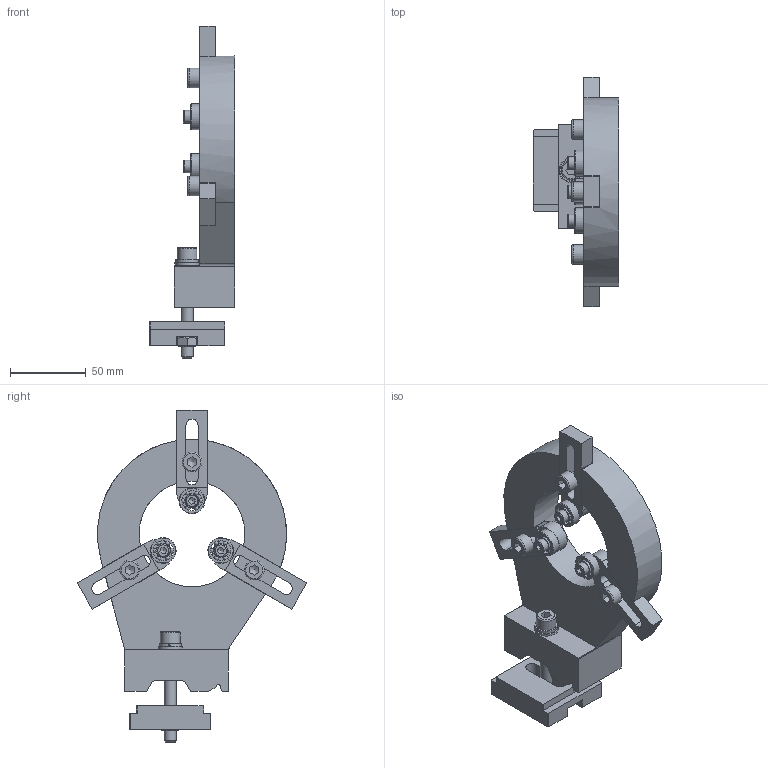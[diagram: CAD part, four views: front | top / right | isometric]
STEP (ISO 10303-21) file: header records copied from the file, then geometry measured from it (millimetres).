
FILE_DESCRIPTION(/* description */ (''),/* implementation_level */ '2;1');
FILE_NAME(/* name */ 'Steady Rest Emco Compact 8.step',/* time_stamp */ '2020-09-03T09:39:25+02:00',/* author */ ('Im a maker'),/* organization */ (''),/* preprocessor_version */ 'ST-DEVELOPER v18.1',/* originating_system */ 'Autodesk Inventor 2021',/* authorisation */ '');
FILE_SCHEMA (('AUTOMOTIVE_DESIGN { 1 0 10303 214 3 1 1 }'));
Length unit declared in the file: millimetre
Products named in the file (13): Emco Compact 8 Stehlünette; Lünette; Befestigungsblock; DIN 127 - A 8; ISO 4762  - M8 x 65; Bolt; Kontaktroller; Lager; STN 02 4630 - 606 6 x 17 x 6; ISO 4762  - M5 x 16; DIN 125 - A 8,4; DIN 934 - M8; ISO 4762 - M8 x 20
Assembly tree (20 placements, depth 3):
  Emco Compact 8 Stehlünette
    Lünette
    Befestigungsblock
    DIN 127 - A 8
    ISO 4762  - M8 x 65
    Bolt
    Kontaktroller  x3
    Lager  x3
      STN 02 4630 - 606 6 x 17 x 6
    ISO 4762  - M5 x 16  x3
    DIN 125 - A 8,4
    DIN 934 - M8
    ISO 4762 - M8 x 20  x3
Bounding box: 56.48 x 151.93 x 219.45 mm (x, y, z)
Volume: 355798.6 mm3; surface area: 80708.1 mm2
Topology: 39 solids, 39 shells, 351 faces, 885 edges, 585 vertices
Faces by surface type: plane 174, cylinder 79, torus 62, cone 18, sphere 18
Full cylindrical faces by diameter (mm): 4.917 x3, 5 x3, 6 x3, 6.647 x4, 8 x4, 8.4 x1, 8.5 x3, 8.917 x3, 9 x1, 9.586 x6, 13 x4, 13.414 x6, 16 x1, 17 x3, 70 x1
Entity records: 6736 total; most frequent: CARTESIAN_POINT 1164, DIRECTION 1139, ORIENTED_EDGE 1012, EDGE_CURVE 506, AXIS2_PLACEMENT_3D 435, VERTEX_POINT 361, LINE 269, VECTOR 269
